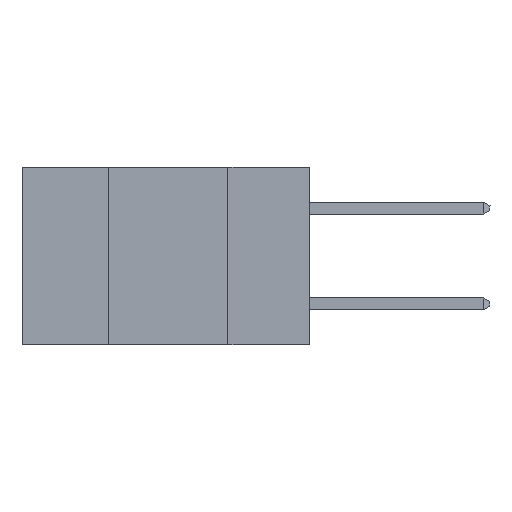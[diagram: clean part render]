
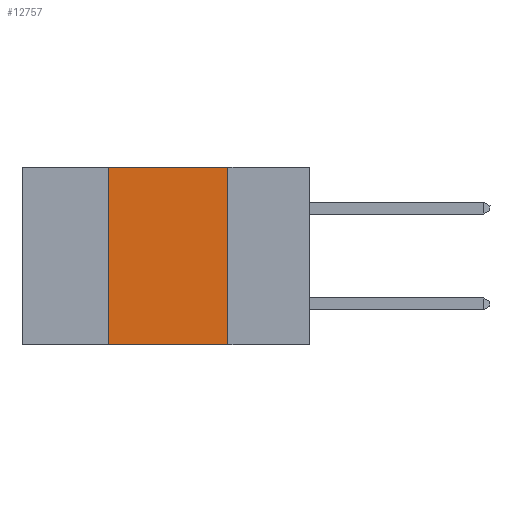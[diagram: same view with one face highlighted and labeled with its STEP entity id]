
A CAD part, left-side view. The second image highlights one B-rep face of the part: STEP entity #12757.
In plain terms, the highlighted planar face has unit normal (-1, 0, 0).
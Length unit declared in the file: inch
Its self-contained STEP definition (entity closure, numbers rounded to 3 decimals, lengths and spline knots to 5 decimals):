
#449 = ORIENTED_EDGE ( 'NONE', *, *, #11781, .F. ) ;
#690 = VERTEX_POINT ( 'NONE', #11518 ) ;
#933 = ORIENTED_EDGE ( 'NONE', *, *, #1973, .F. ) ;
#1124 = EDGE_CURVE ( 'NONE', #3527, #3729, #12856, .T. ) ;
#1161 = CARTESIAN_POINT ( 'NONE',  ( 0., 0.42, -0.37 ) ) ;
#1265 = DIRECTION ( 'NONE',  ( 0., 0., 1. ) ) ;
#1973 = EDGE_CURVE ( 'NONE', #8644, #690, #7655, .T. ) ;
#2703 = LINE ( 'NONE', #5635, #8830 ) ;
#3069 = EDGE_CURVE ( 'NONE', #3527, #8644, #2703, .T. ) ;
#3527 = VERTEX_POINT ( 'NONE', #1161 ) ;
#3639 = AXIS2_PLACEMENT_3D ( 'NONE', #8211, #10413, #3887 ) ;
#3729 = VERTEX_POINT ( 'NONE', #4767 ) ;
#3751 = CARTESIAN_POINT ( 'NONE',  ( 0., 0.6, 0. ) ) ;
#3887 = DIRECTION ( 'NONE',  ( 0., 0., -1. ) ) ;
#4014 = ORIENTED_EDGE ( 'NONE', *, *, #1124, .T. ) ;
#4767 = CARTESIAN_POINT ( 'NONE',  ( 0., 0.17, -0.37 ) ) ;
#5599 = LINE ( 'NONE', #9851, #13657 ) ;
#5635 = CARTESIAN_POINT ( 'NONE',  ( 0., 0.42, 0. ) ) ;
#6430 = CARTESIAN_POINT ( 'NONE',  ( 0., 0.42, 0. ) ) ;
#7016 = VECTOR ( 'NONE', #12846, 39.37008 ) ;
#7394 = EDGE_LOOP ( 'NONE', ( #449, #933, #12352, #4014 ) ) ;
#7451 = FACE_OUTER_BOUND ( 'NONE', #7394, .T. ) ;
#7655 = LINE ( 'NONE', #3751, #13178 ) ;
#8130 = DIRECTION ( 'NONE',  ( 0., -1., 0. ) ) ;
#8211 = CARTESIAN_POINT ( 'NONE',  ( 0., 0.6, 0. ) ) ;
#8644 = VERTEX_POINT ( 'NONE', #6430 ) ;
#8830 = VECTOR ( 'NONE', #1265, 39.37008 ) ;
#9315 = PLANE ( 'NONE',  #3639 ) ;
#9851 = CARTESIAN_POINT ( 'NONE',  ( 0., 0.17, 0. ) ) ;
#10413 = DIRECTION ( 'NONE',  ( 1., 0., 0. ) ) ;
#10941 = DIRECTION ( 'NONE',  ( 0., 0., -1. ) ) ;
#11518 = CARTESIAN_POINT ( 'NONE',  ( 0., 0.17, 0. ) ) ;
#11781 = EDGE_CURVE ( 'NONE', #690, #3729, #5599, .T. ) ;
#12352 = ORIENTED_EDGE ( 'NONE', *, *, #3069, .F. ) ;
#12757 = ADVANCED_FACE ( 'NONE', ( #7451 ), #9315, .F. ) ;
#12846 = DIRECTION ( 'NONE',  ( 0., -1., 0. ) ) ;
#12856 = LINE ( 'NONE', #13245, #7016 ) ;
#13178 = VECTOR ( 'NONE', #8130, 39.37008 ) ;
#13245 = CARTESIAN_POINT ( 'NONE',  ( 0., 0.6, -0.37 ) ) ;
#13657 = VECTOR ( 'NONE', #10941, 39.37008 ) ;
